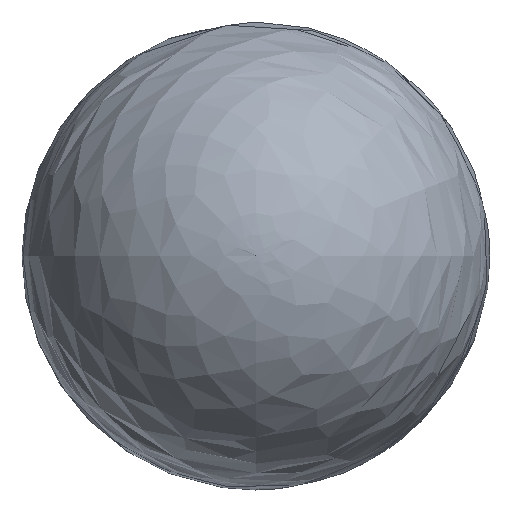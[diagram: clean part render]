
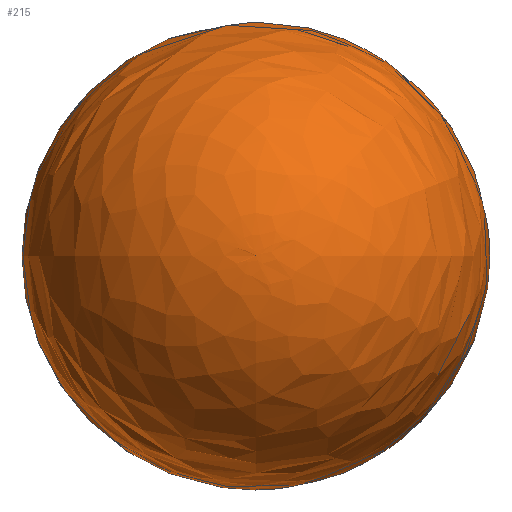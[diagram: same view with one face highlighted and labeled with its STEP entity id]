
A CAD part, top view. The second image highlights one B-rep face of the part: STEP entity #215.
In plain terms, the highlighted free-form (B-spline) face has degree [2, 2] with [5, 9] control points.
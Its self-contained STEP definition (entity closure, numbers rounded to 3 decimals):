
#15=(
BOUNDED_CURVE()
B_SPLINE_CURVE(2,(#437,#438,#439,#440,#441),.UNSPECIFIED.,.F.,.F.)
B_SPLINE_CURVE_WITH_KNOTS((3,2,3),(0.,1.571,3.142),
 .UNSPECIFIED.)
CURVE()
GEOMETRIC_REPRESENTATION_ITEM()
RATIONAL_B_SPLINE_CURVE((1.,0.707,1.,0.707,1.))
REPRESENTATION_ITEM($)
);
#16=(
BOUNDED_SURFACE()
B_SPLINE_SURFACE(2,2,((#390,#391,#392,#393,#394,#395,#396,#397,#398),(#399,
#400,#401,#402,#403,#404,#405,#406,#407),(#408,#409,#410,#411,#412,#413,
#414,#415,#416),(#417,#418,#419,#420,#421,#422,#423,#424,#425),(#426,#427,
#428,#429,#430,#431,#432,#433,#434)),.UNSPECIFIED.,.F.,.T.,.F.)
B_SPLINE_SURFACE_WITH_KNOTS((3,2,3),(3,2,2,2,3),(-3.142,-1.571,
0.),(0.,1.571,3.142,4.712,6.283),
 .UNSPECIFIED.)
GEOMETRIC_REPRESENTATION_ITEM()
RATIONAL_B_SPLINE_SURFACE(((1.,0.707,1.,0.707,1.,
0.707,1.,0.707,1.),(0.707,0.5,0.707,
0.5,0.707,0.5,0.707,0.5,0.707),(1.,
0.707,1.,0.707,1.,0.707,1.,0.707,
1.),(0.707,0.5,0.707,0.5,0.707,0.5,
0.707,0.5,0.707),(1.,0.707,1.,0.707,
1.,0.707,1.,0.707,1.)))
REPRESENTATION_ITEM($)
SURFACE()
);
#68=FACE_OUTER_BOUND($,#101,.T.);
#101=EDGE_LOOP($,(#185,#186));
#134=VERTEX_POINT($,#435);
#135=VERTEX_POINT($,#436);
#152=EDGE_CURVE($,#134,#135,#15,.T.);
#185=ORIENTED_EDGE($,*,*,#152,.F.);
#186=ORIENTED_EDGE($,*,*,#152,.T.);
#215=ADVANCED_FACE($,(#68),#16,.T.);
#390=CARTESIAN_POINT('Ctrl Pts',(0.,0.,2.4));
#391=CARTESIAN_POINT('Ctrl Pts',(0.,0.,2.4));
#392=CARTESIAN_POINT('Ctrl Pts',(0.,0.,2.4));
#393=CARTESIAN_POINT('Ctrl Pts',(0.,0.,2.4));
#394=CARTESIAN_POINT('Ctrl Pts',(0.,0.,2.4));
#395=CARTESIAN_POINT('Ctrl Pts',(0.,0.,2.4));
#396=CARTESIAN_POINT('Ctrl Pts',(0.,0.,2.4));
#397=CARTESIAN_POINT('Ctrl Pts',(0.,0.,2.4));
#398=CARTESIAN_POINT('Ctrl Pts',(0.,0.,2.4));
#399=CARTESIAN_POINT('Ctrl Pts',(-4.45,0.,2.4));
#400=CARTESIAN_POINT('Ctrl Pts',(-4.45,4.45,2.4));
#401=CARTESIAN_POINT('Ctrl Pts',(0.,4.45,2.4));
#402=CARTESIAN_POINT('Ctrl Pts',(4.45,4.45,2.4));
#403=CARTESIAN_POINT('Ctrl Pts',(4.45,0.,2.4));
#404=CARTESIAN_POINT('Ctrl Pts',(4.45,-4.45,2.4));
#405=CARTESIAN_POINT('Ctrl Pts',(0.,-4.45,2.4));
#406=CARTESIAN_POINT('Ctrl Pts',(-4.45,-4.45,2.4));
#407=CARTESIAN_POINT('Ctrl Pts',(-4.45,0.,2.4));
#408=CARTESIAN_POINT('Ctrl Pts',(-4.45,0.,10.4));
#409=CARTESIAN_POINT('Ctrl Pts',(-4.45,4.45,10.4));
#410=CARTESIAN_POINT('Ctrl Pts',(0.,4.45,10.4));
#411=CARTESIAN_POINT('Ctrl Pts',(4.45,4.45,10.4));
#412=CARTESIAN_POINT('Ctrl Pts',(4.45,0.,10.4));
#413=CARTESIAN_POINT('Ctrl Pts',(4.45,-4.45,10.4));
#414=CARTESIAN_POINT('Ctrl Pts',(0.,-4.45,10.4));
#415=CARTESIAN_POINT('Ctrl Pts',(-4.45,-4.45,10.4));
#416=CARTESIAN_POINT('Ctrl Pts',(-4.45,0.,10.4));
#417=CARTESIAN_POINT('Ctrl Pts',(-4.45,0.,15.5));
#418=CARTESIAN_POINT('Ctrl Pts',(-4.45,4.45,15.5));
#419=CARTESIAN_POINT('Ctrl Pts',(0.,4.45,15.5));
#420=CARTESIAN_POINT('Ctrl Pts',(4.45,4.45,15.5));
#421=CARTESIAN_POINT('Ctrl Pts',(4.45,0.,15.5));
#422=CARTESIAN_POINT('Ctrl Pts',(4.45,-4.45,15.5));
#423=CARTESIAN_POINT('Ctrl Pts',(0.,-4.45,15.5));
#424=CARTESIAN_POINT('Ctrl Pts',(-4.45,-4.45,15.5));
#425=CARTESIAN_POINT('Ctrl Pts',(-4.45,0.,15.5));
#426=CARTESIAN_POINT('Ctrl Pts',(0.,0.,15.5));
#427=CARTESIAN_POINT('Ctrl Pts',(0.,0.,15.5));
#428=CARTESIAN_POINT('Ctrl Pts',(0.,0.,15.5));
#429=CARTESIAN_POINT('Ctrl Pts',(0.,0.,15.5));
#430=CARTESIAN_POINT('Ctrl Pts',(0.,0.,15.5));
#431=CARTESIAN_POINT('Ctrl Pts',(0.,0.,15.5));
#432=CARTESIAN_POINT('Ctrl Pts',(0.,0.,15.5));
#433=CARTESIAN_POINT('Ctrl Pts',(0.,0.,15.5));
#434=CARTESIAN_POINT('Ctrl Pts',(0.,0.,15.5));
#435=CARTESIAN_POINT('',(0.,0.,15.5));
#436=CARTESIAN_POINT('',(0.,0.,2.4));
#437=CARTESIAN_POINT('Ctrl Pts',(0.,0.,15.5));
#438=CARTESIAN_POINT('Ctrl Pts',(-4.45,0.,15.5));
#439=CARTESIAN_POINT('Ctrl Pts',(-4.45,0.,10.4));
#440=CARTESIAN_POINT('Ctrl Pts',(-4.45,0.,2.4));
#441=CARTESIAN_POINT('Ctrl Pts',(0.,0.,2.4));
